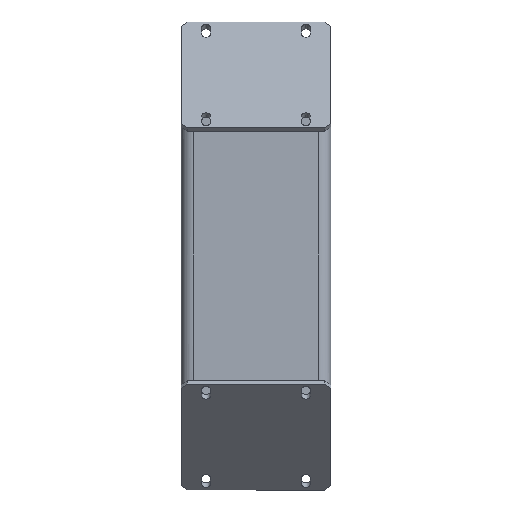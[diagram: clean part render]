
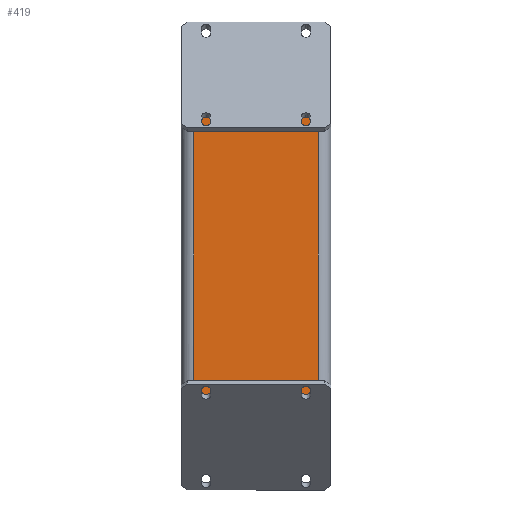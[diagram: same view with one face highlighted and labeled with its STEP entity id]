
A CAD part, left-side view. The second image highlights one B-rep face of the part: STEP entity #419.
In plain terms, the highlighted planar face has unit normal (-1, 0, 0).
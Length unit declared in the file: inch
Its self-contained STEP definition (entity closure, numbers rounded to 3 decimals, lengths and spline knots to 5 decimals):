
#105 = AXIS2_PLACEMENT_3D ( 'NONE', #2999, #2993, #2992 ) ;
#419 = ADVANCED_FACE ( 'NONE', ( #1633 ), #2998, .F. ) ;
#507 = EDGE_CURVE ( 'NONE', #2572, #2564, #1481, .T. ) ;
#525 = EDGE_CURVE ( 'NONE', #2572, #2573, #1434, .T. ) ;
#550 = EDGE_CURVE ( 'NONE', #2573, #2565, #1378, .T. ) ;
#554 = EDGE_CURVE ( 'NONE', #2564, #2565, #1369, .T. ) ;
#1198 = CARTESIAN_POINT ( 'NONE',  ( 0., 10.25, 4. ) ) ;
#1199 = CARTESIAN_POINT ( 'NONE',  ( 0., 10.25, 29.5 ) ) ;
#1202 = CARTESIAN_POINT ( 'NONE',  ( 0., 0.25, 4. ) ) ;
#1204 = CARTESIAN_POINT ( 'NONE',  ( 0., 0.25, 29.5 ) ) ;
#1368 = VECTOR ( 'NONE', #2495, 39.37008 ) ;
#1369 = LINE ( 'NONE', #2497, #1368 ) ;
#1377 = VECTOR ( 'NONE', #2509, 39.37008 ) ;
#1378 = LINE ( 'NONE', #2510, #1377 ) ;
#1425 = VECTOR ( 'NONE', #2601, 39.37008 ) ;
#1434 = LINE ( 'NONE', #2606, #1425 ) ;
#1469 = VECTOR ( 'NONE', #2656, 39.37008 ) ;
#1481 = LINE ( 'NONE', #2660, #1469 ) ;
#1633 = FACE_OUTER_BOUND ( 'NONE', #1801, .T. ) ;
#1801 = EDGE_LOOP ( 'NONE', ( #2034, #2033, #2032, #2031 ) ) ;
#2031 = ORIENTED_EDGE ( 'NONE', *, *, #507, .F. ) ;
#2032 = ORIENTED_EDGE ( 'NONE', *, *, #554, .F. ) ;
#2033 = ORIENTED_EDGE ( 'NONE', *, *, #550, .T. ) ;
#2034 = ORIENTED_EDGE ( 'NONE', *, *, #525, .T. ) ;
#2495 = DIRECTION ( 'NONE',  ( 0., 0., -1. ) ) ;
#2497 = CARTESIAN_POINT ( 'NONE',  ( 0., 0.25, 33.5 ) ) ;
#2509 = DIRECTION ( 'NONE',  ( 0., -1., 0. ) ) ;
#2510 = CARTESIAN_POINT ( 'NONE',  ( 0., 11.25, 4. ) ) ;
#2564 = VERTEX_POINT ( 'NONE', #1204 ) ;
#2565 = VERTEX_POINT ( 'NONE', #1202 ) ;
#2572 = VERTEX_POINT ( 'NONE', #1199 ) ;
#2573 = VERTEX_POINT ( 'NONE', #1198 ) ;
#2601 = DIRECTION ( 'NONE',  ( 0., 0., -1. ) ) ;
#2606 = CARTESIAN_POINT ( 'NONE',  ( 0., 10.25, 33.5 ) ) ;
#2656 = DIRECTION ( 'NONE',  ( 0., -1., 0. ) ) ;
#2660 = CARTESIAN_POINT ( 'NONE',  ( 0., 11.25, 29.5 ) ) ;
#2992 = DIRECTION ( 'NONE',  ( 0., 1., 0. ) ) ;
#2993 = DIRECTION ( 'NONE',  ( 1., 0., 0. ) ) ;
#2998 = PLANE ( 'NONE',  #105 ) ;
#2999 = CARTESIAN_POINT ( 'NONE',  ( 0., 0.25, 33.5 ) ) ;
